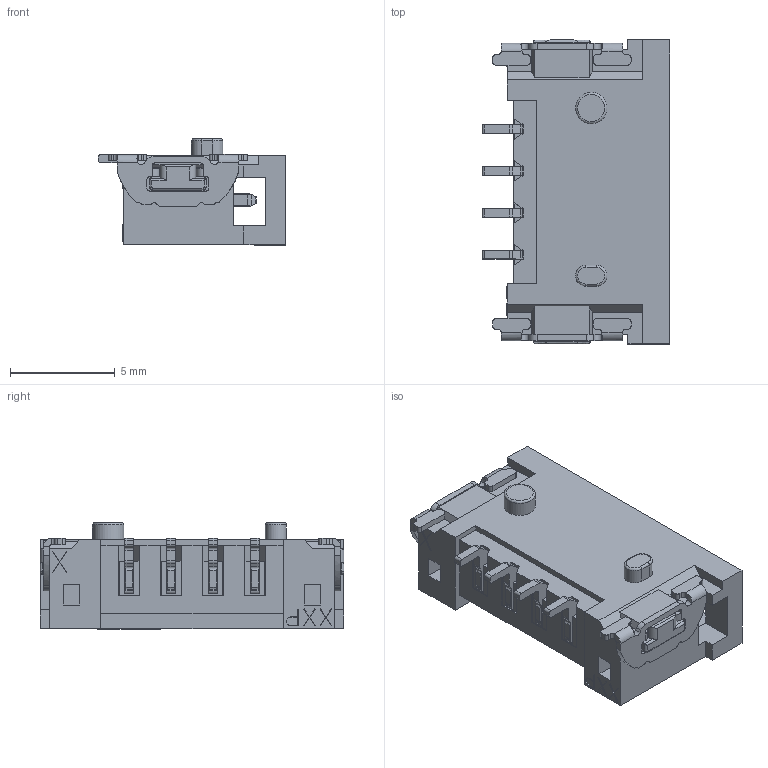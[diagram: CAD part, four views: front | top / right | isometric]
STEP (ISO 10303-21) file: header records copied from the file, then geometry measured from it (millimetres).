
FILE_DESCRIPTION( ('This file contains a STEP AP42 implementation' ,'as created by ZW3D STEP Interface translator.') ,'2;1' );
FILE_NAME( '3918-PXX-1ZXXWDXR1.stp' ,'23 9 5.163022', (''), ('ZWCAD Software Co.'), 'Version 1.0', 'ZW3D to STEP translator', '' );
FILE_SCHEMA(('AUTOMOTIVE_DESIGN { 1 0 10303 214 1 1 1 1 }'));
Length unit declared in the file: millimetre
Products named in the file (2): 0; M-等齬90僅SMT
Bounding box: 8.95 x 14.5 x 5.08 mm (x, y, z)
Volume: 247 mm3; surface area: 695.9 mm2
Topology: 1 solids, 1 shells, 701 faces, 1939 edges, 1237 vertices
Faces by surface type: plane 455, cylinder 197, bspline 49
Full cylindrical faces by diameter (mm): 1.5 x1
Entity records: 23545 total; most frequent: CARTESIAN_POINT 4938, ORIENTED_EDGE 3884, DIRECTION 3496, EDGE_CURVE 1939, VECTOR 1462, LINE 1462, VERTEX_POINT 1237, AXIS2_PLACEMENT_3D 1017
